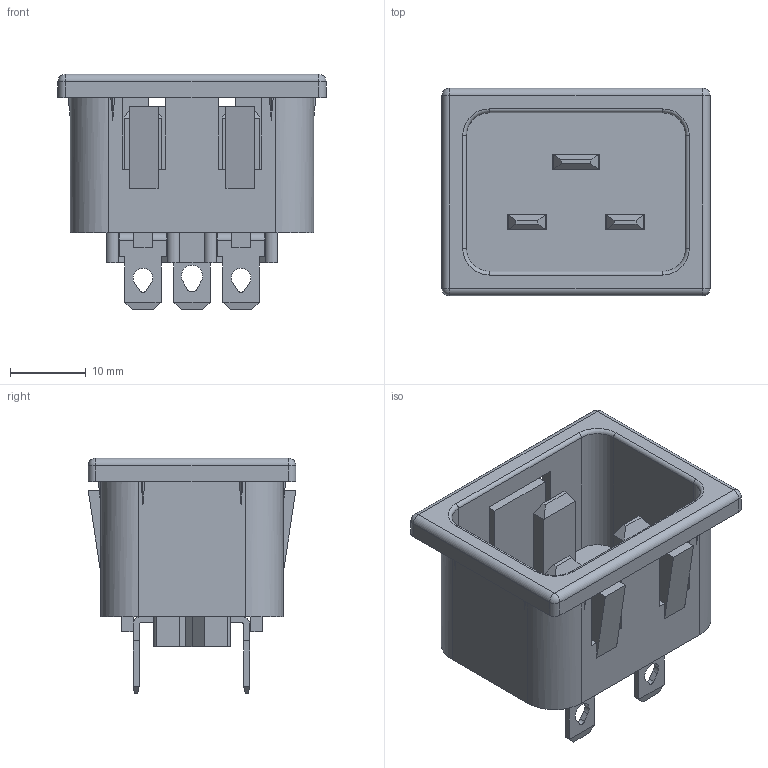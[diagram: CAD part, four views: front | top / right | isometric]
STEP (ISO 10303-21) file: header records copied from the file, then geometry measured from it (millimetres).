
FILE_DESCRIPTION (( 'STEP AP203' ), '1' );
FILE_NAME ('745W-1.5-4.8.STEP', '2020-02-20T07:12:04', ( '' ), ( '' ), 'SwSTEP 2.0', 'SolidWorks 2016', '' );
FILE_SCHEMA (( 'CONFIG_CONTROL_DESIGN' ));
Length unit declared in the file: millimetre
Products named in the file (6): SS3B-002; SS3B-001; RF2004-001-0.8-4.8; SS3B-X.X Series; 745W-1.5-4.8; RF2004-001-0.8
Assembly tree (7 placements, depth 2):
  745W-1.5-4.8
    SS3B-X.X Series
    SS3B-001
    SS3B-002  x2
    RF2004-001-0.8-4.8  x2
    RF2004-001-0.8
Bounding box: 35.5 x 27.5 x 31.2 mm (x, y, z)
Volume: 6366.7 mm3; surface area: 8063.6 mm2
Topology: 7 solids, 7 shells, 340 faces, 929 edges, 602 vertices
Faces by surface type: plane 288, cylinder 44, torus 4, sphere 4
Entity records: 9841 total; most frequent: CARTESIAN_POINT 1625, ORIENTED_EDGE 1602, DIRECTION 1493, EDGE_CURVE 801, VECTOR 713, LINE 713, VERTEX_POINT 522, AXIS2_PLACEMENT_3D 390
